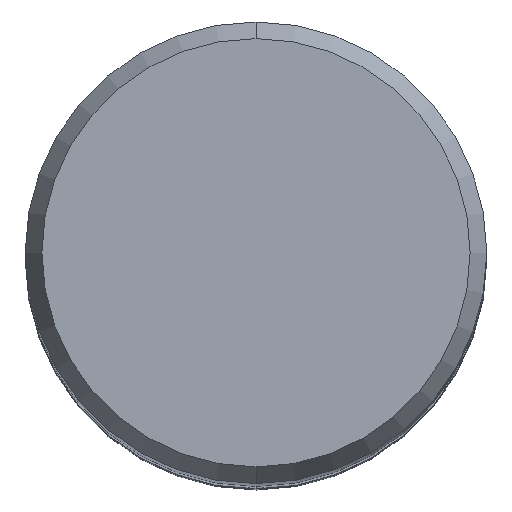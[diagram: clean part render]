
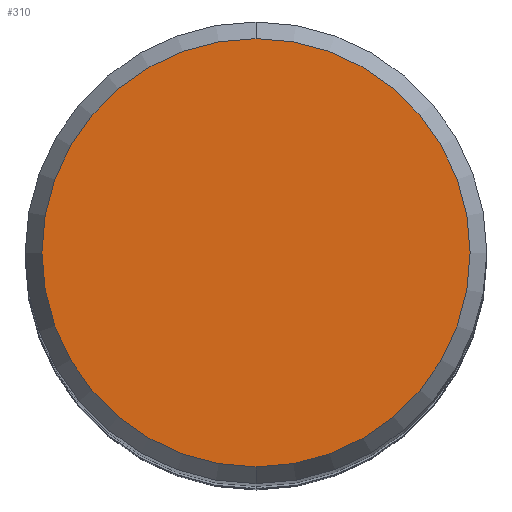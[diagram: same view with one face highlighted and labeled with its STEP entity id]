
A CAD part, top view. The second image highlights one B-rep face of the part: STEP entity #310.
In plain terms, the highlighted planar face has unit normal (0, 0, 1).
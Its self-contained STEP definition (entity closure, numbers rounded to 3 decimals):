
#192=VERTEX_POINT('',#507);
#198=VERTEX_POINT('',#513);
#218=EDGE_CURVE('',#192,#198,#535,.T.);
#278=EDGE_CURVE('',#198,#192,#602,.T.);
#310=ADVANCED_FACE('',(#637),#638,.T.);
#507=CARTESIAN_POINT('',(0.0,5.892,0.));
#513=CARTESIAN_POINT('',(0.,-5.892,0.));
#535=CIRCLE('',#895,5.892);
#602=CIRCLE('',#1041,5.892);
#637=FACE_OUTER_BOUND('',#1108,.T.);
#638=PLANE('',#1109);
#895=AXIS2_PLACEMENT_3D('',#1571,#1572,#1573);
#1041=AXIS2_PLACEMENT_3D('',#1640,#1641,#1642);
#1108=EDGE_LOOP('',(#1676,#1677));
#1109=AXIS2_PLACEMENT_3D('',#1678,#1679,#1680);
#1571=CARTESIAN_POINT('',(0.0,0.0,0.));
#1572=DIRECTION('',(0.0,0.0,-1.0));
#1573=DIRECTION('',(0.0,1.0,0.0));
#1640=CARTESIAN_POINT('',(0.0,0.0,0.));
#1641=DIRECTION('',(0.0,0.0,-1.0));
#1642=DIRECTION('',(0.0,1.0,0.0));
#1676=ORIENTED_EDGE('',*,*,#218,.F.);
#1677=ORIENTED_EDGE('',*,*,#278,.F.);
#1678=CARTESIAN_POINT('',(0.0,2.946,0.));
#1679=DIRECTION('',(-0.0,0.0,1.0));
#1680=DIRECTION('',(0.0,-1.0,0.0));
